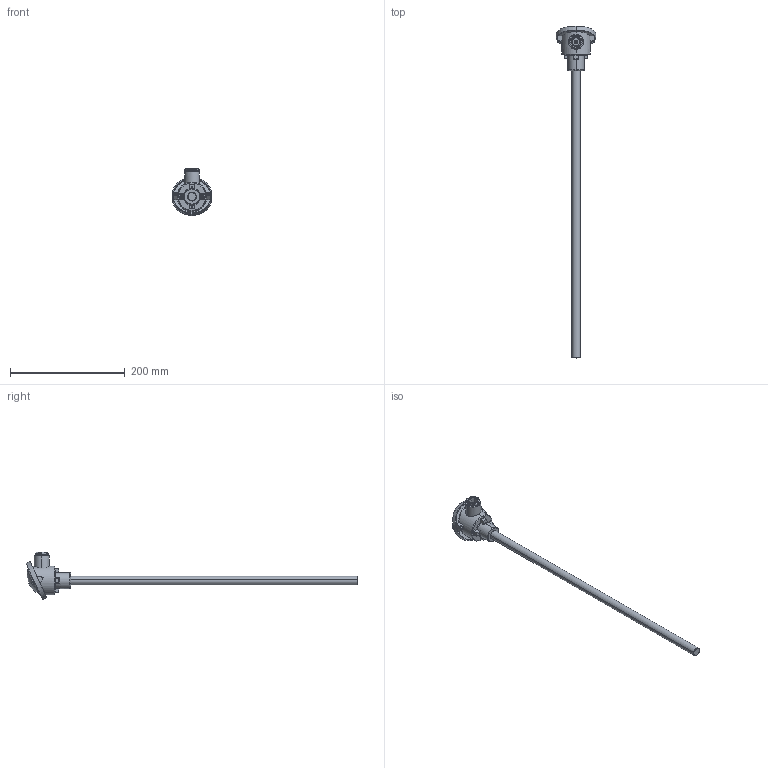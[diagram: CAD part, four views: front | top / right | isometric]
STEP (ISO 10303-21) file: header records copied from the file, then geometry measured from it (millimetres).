
FILE_DESCRIPTION (( 'STEP AP214' ), '1' );
FILE_NAME ('16-0102-15.STEP', '2023-10-17T15:51:30', ( '' ), ( '' ), 'SwSTEP 2.0', 'SolidWorks 2022', '' );
FILE_SCHEMA (( 'AUTOMOTIVE_DESIGN' ));
Length unit declared in the file: millimetre
Products named in the file (17): 16-0102-15; CER-Terminal_B_Body; socket head cap screw_din_DIN 912 M4 x 16 --- 16N; Kopfeinsatz_Mutter; Anschlusskopf_Form_B - D15; Form_B_Deckel; Scheibe_M5_Kopf; Terminal_Lock; 16-010204-0540-BL; Anschlusskopf_B_Deckel; Kopfeinsatz_Quetschring; Terminal_B; Schraube_M5_Kopf; Anschlusskopf_Form_B_D15; Anschlusskopf_B_Deckel_Gummi; Kabelverschaubung_M20x15_Gummi; 22-010304-1002-03
Assembly tree (22 placements, depth 4):
  16-0102-15
    Anschlusskopf_Form_B - D15
      Anschlusskopf_Form_B_D15
      Form_B_Deckel
        Anschlusskopf_B_Deckel
        Anschlusskopf_B_Deckel_Gummi
        Schraube_M5_Kopf  x2
        Scheibe_M5_Kopf  x2
      Kabelverschaubung_M20x15_Gummi
      Kopfeinsatz_Quetschring
      Kopfeinsatz_Mutter
    16-010204-0540-BL
    22-010304-1002-03
    Terminal_B
      CER-Terminal_B_Body
      Terminal_Lock  x4
    socket head cap screw_din_DIN 912 M4 x 16 --- 16N  x2
Bounding box: 69.5 x 577.46 x 81.92 mm (x, y, z)
Volume: 126346.3 mm3; surface area: 137365.7 mm2
Topology: 25 solids, 25 shells, 438 faces, 1021 edges, 634 vertices
Faces by surface type: plane 180, cylinder 174, cone 34, torus 29, sphere 12, bspline 9
Entity records: 12029 total; most frequent: CARTESIAN_POINT 2701, DIRECTION 1853, ORIENTED_EDGE 1614, EDGE_CURVE 807, AXIS2_PLACEMENT_3D 746, VERTEX_POINT 512, EDGE_LOOP 415, CIRCLE 379
